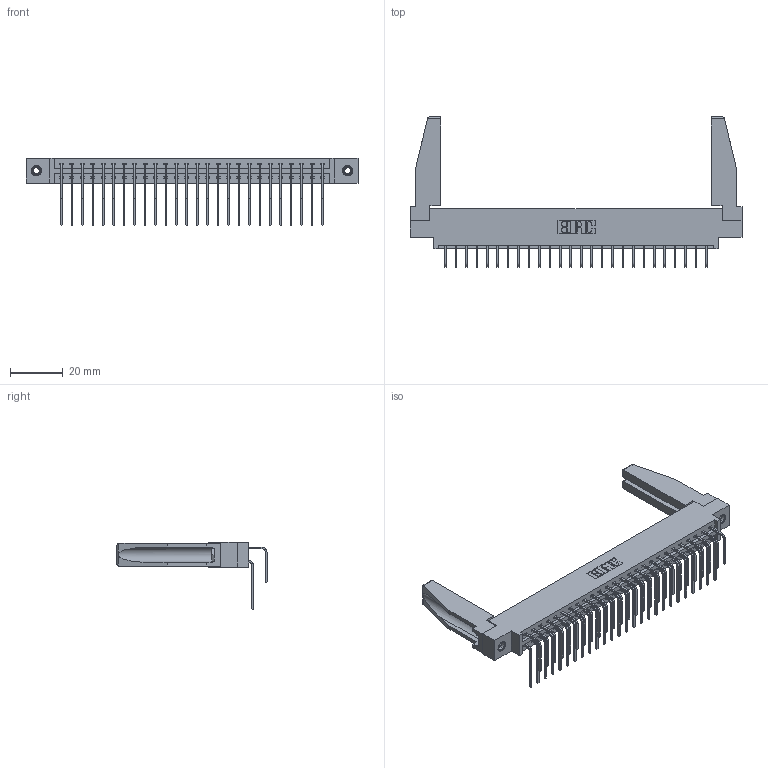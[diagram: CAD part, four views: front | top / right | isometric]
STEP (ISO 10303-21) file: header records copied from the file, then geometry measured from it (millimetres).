
FILE_DESCRIPTION (( 'STEP AP203' ), '1' );
FILE_NAME ('337-052-558-878.STEP', '2019-10-11T18:34:34', ( '' ), ( '' ), 'SwSTEP 2.0', 'SolidWorks 2016', '' );
FILE_SCHEMA (( 'CONFIG_CONTROL_DESIGN' ));
Length unit declared in the file: inch
Products named in the file (6): 337 Part_0.170 Offset - 0.156 Dia-TI; 307-220-078; 345-292-001_558 Tail - 2; 345-292-001_558 559 Tail - 1; 345-250-001_345-250-001-102; 337-052-558-878
Assembly tree (57 placements, depth 2):
  337-052-558-878
    337 Part_0.170 Offset - 0.156 Dia-TI
    345-292-001_558 559 Tail - 1  x26
    345-292-001_558 Tail - 2  x26
    345-250-001_345-250-001-102  x2
    307-220-078  x2
Bounding box: 126.03 x 56.96 x 25.53 mm (x, y, z)
Volume: 17245.4 mm3; surface area: 20270.6 mm2
Topology: 57 solids, 57 shells, 3160 faces, 9337 edges, 6146 vertices
Faces by surface type: plane 2238, cylinder 906, cone 12, torus 4
Entity records: 26584 total; most frequent: CARTESIAN_POINT 4539, ORIENTED_EDGE 4380, DIRECTION 3878, EDGE_CURVE 2190, VECTOR 1984, LINE 1984, VERTEX_POINT 1452, AXIS2_PLACEMENT_3D 947
